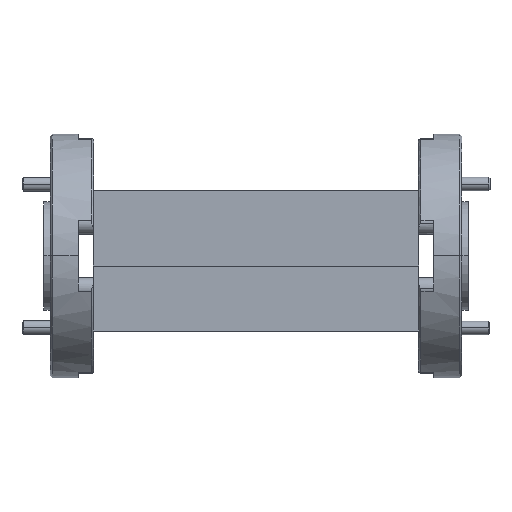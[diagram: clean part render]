
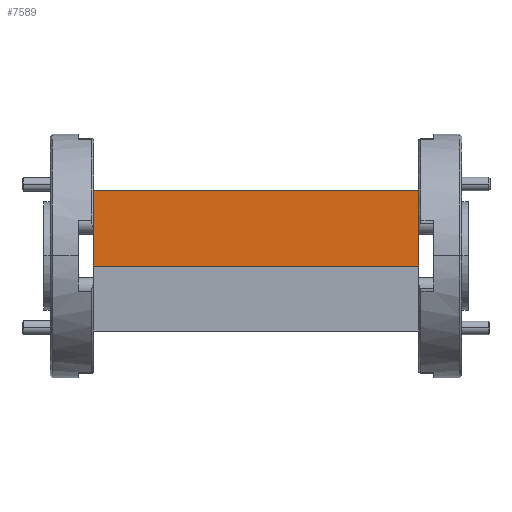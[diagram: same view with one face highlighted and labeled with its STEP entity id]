
A CAD part, top view. The second image highlights one B-rep face of the part: STEP entity #7589.
In plain terms, the highlighted planar face has unit normal (0, 0, 1).
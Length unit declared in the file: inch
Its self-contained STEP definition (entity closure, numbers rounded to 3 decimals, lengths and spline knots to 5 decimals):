
#409 = VECTOR ( 'NONE', #15377, 39.37008 ) ;
#751 = CARTESIAN_POINT ( 'NONE',  ( 1.24914, 1.37983, 1.83942 ) ) ;
#919 = EDGE_CURVE ( 'NONE', #10706, #17144, #14377, .T. ) ;
#1095 = PLANE ( 'NONE',  #17179 ) ;
#1555 = ORIENTED_EDGE ( 'NONE', *, *, #919, .F. ) ;
#2588 = ORIENTED_EDGE ( 'NONE', *, *, #16045, .F. ) ;
#3140 = FACE_OUTER_BOUND ( 'NONE', #4975, .T. ) ;
#3406 = LINE ( 'NONE', #5751, #14909 ) ;
#3528 = EDGE_CURVE ( 'NONE', #10865, #7900, #16264, .T. ) ;
#4079 = DIRECTION ( 'NONE',  ( 1., 0., 0. ) ) ;
#4975 = EDGE_LOOP ( 'NONE', ( #9196, #2588, #1555, #11505 ) ) ;
#5444 = EDGE_CURVE ( 'NONE', #10706, #10865, #3406, .T. ) ;
#5490 = CARTESIAN_POINT ( 'NONE',  ( -0.25086, 1.37983, 1.83942 ) ) ;
#5751 = CARTESIAN_POINT ( 'NONE',  ( -0.25086, 1.37983, 1.83942 ) ) ;
#6346 = LINE ( 'NONE', #17889, #13020 ) ;
#7589 = ADVANCED_FACE ( 'NONE', ( #3140 ), #1095, .F. ) ;
#7900 = VERTEX_POINT ( 'NONE', #11897 ) ;
#8249 = CARTESIAN_POINT ( 'NONE',  ( -0.25086, 1.37983, 1.83942 ) ) ;
#9196 = ORIENTED_EDGE ( 'NONE', *, *, #3528, .T. ) ;
#10055 = DIRECTION ( 'NONE',  ( 0., -1., 0. ) ) ;
#10690 = DIRECTION ( 'NONE',  ( 0., -1., 0. ) ) ;
#10706 = VERTEX_POINT ( 'NONE', #15389 ) ;
#10865 = VERTEX_POINT ( 'NONE', #16097 ) ;
#11505 = ORIENTED_EDGE ( 'NONE', *, *, #5444, .T. ) ;
#11897 = CARTESIAN_POINT ( 'NONE',  ( 1.24914, 1.02983, 1.83942 ) ) ;
#12531 = DIRECTION ( 'NONE',  ( -1., 0., 0. ) ) ;
#12556 = CARTESIAN_POINT ( 'NONE',  ( -0.25086, 1.02983, 1.83942 ) ) ;
#13020 = VECTOR ( 'NONE', #10690, 39.37008 ) ;
#13827 = DIRECTION ( 'NONE',  ( 0., 0., -1. ) ) ;
#14377 = LINE ( 'NONE', #5490, #409 ) ;
#14909 = VECTOR ( 'NONE', #10055, 39.37008 ) ;
#15377 = DIRECTION ( 'NONE',  ( 1., 0., 0. ) ) ;
#15389 = CARTESIAN_POINT ( 'NONE',  ( -0.25086, 1.37983, 1.83942 ) ) ;
#16045 = EDGE_CURVE ( 'NONE', #17144, #7900, #6346, .T. ) ;
#16097 = CARTESIAN_POINT ( 'NONE',  ( -0.25086, 1.02983, 1.83942 ) ) ;
#16264 = LINE ( 'NONE', #12556, #16715 ) ;
#16715 = VECTOR ( 'NONE', #4079, 39.37008 ) ;
#17144 = VERTEX_POINT ( 'NONE', #751 ) ;
#17179 = AXIS2_PLACEMENT_3D ( 'NONE', #8249, #13827, #12531 ) ;
#17889 = CARTESIAN_POINT ( 'NONE',  ( 1.24914, 1.37983, 1.83942 ) ) ;
